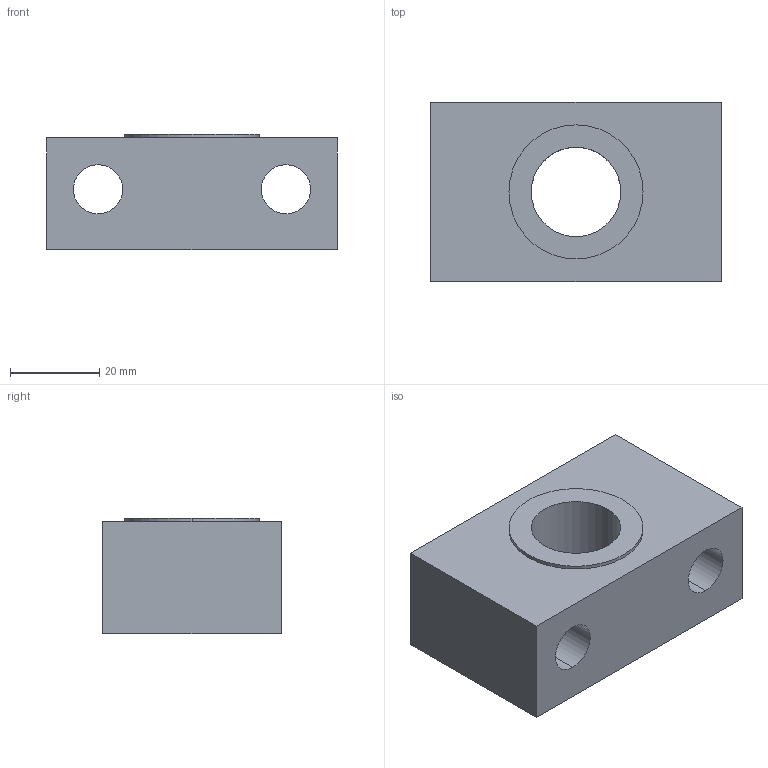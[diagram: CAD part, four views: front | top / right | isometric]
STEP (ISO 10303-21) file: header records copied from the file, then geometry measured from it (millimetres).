
FILE_DESCRIPTION (( 'STEP AP214' ), '1' );
FILE_NAME ('SU-CI-080.STEP', '2005-09-05T15:51:36', ( 'luigip' ), ( '' ), 'SwSTEP 2.0', 'SolidWorks 2005143', '' );
FILE_SCHEMA (( 'AUTOMOTIVE_DESIGN' ));
Length unit declared in the file: millimetre
Products named in the file (1): SU-CI-080
Bounding box: 65 x 40 x 25.8 mm (x, y, z)
Volume: 46132.9 mm3; surface area: 14372.8 mm2
Topology: 1 solids, 1 shells, 28 faces, 62 edges, 40 vertices
Faces by surface type: cylinder 14, plane 10, cone 4
Entity records: 876 total; most frequent: DIRECTION 152, CARTESIAN_POINT 131, ORIENTED_EDGE 124, EDGE_CURVE 62, AXIS2_PLACEMENT_3D 61, VERTEX_POINT 40, EDGE_LOOP 38, CIRCLE 32
